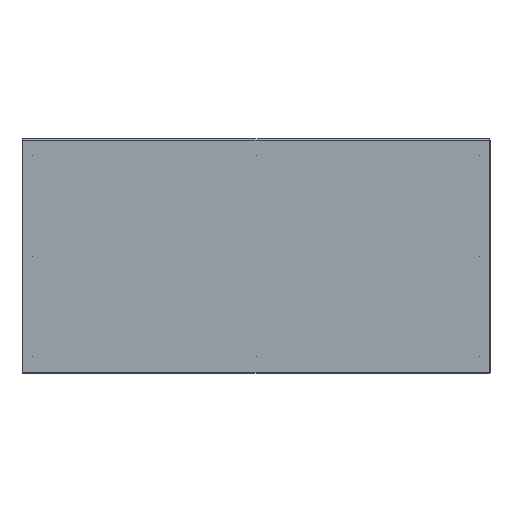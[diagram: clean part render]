
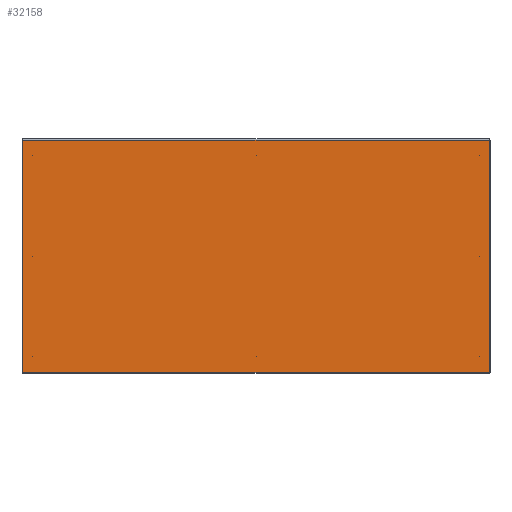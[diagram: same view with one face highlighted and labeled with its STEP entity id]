
A CAD part, front view. The second image highlights one B-rep face of the part: STEP entity #32158.
In plain terms, the highlighted planar face has unit normal (0, -1, 0).
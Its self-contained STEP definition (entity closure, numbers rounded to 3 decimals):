
#2762=PLANE('',#35298);
#4521=FACE_OUTER_BOUND('',#6883,.T.);
#6883=EDGE_LOOP('',(#27142,#27143,#27144,#27145));
#9187=LINE('',#55266,#11269);
#9188=LINE('',#55279,#11270);
#9189=LINE('',#55281,#11271);
#9190=LINE('',#55282,#11272);
#11269=VECTOR('',#43296,595.);
#11270=VECTOR('',#43303,1196.859);
#11271=VECTOR('',#43304,595.);
#11272=VECTOR('',#43305,1196.859);
#15212=VERTEX_POINT('',#55263);
#15213=VERTEX_POINT('',#55265);
#15216=VERTEX_POINT('',#55278);
#15217=VERTEX_POINT('',#55280);
#19281=EDGE_CURVE('',#15213,#15212,#9187,.T.);
#19285=EDGE_CURVE('',#15212,#15216,#9188,.T.);
#19286=EDGE_CURVE('',#15216,#15217,#9189,.T.);
#19287=EDGE_CURVE('',#15217,#15213,#9190,.T.);
#27142=ORIENTED_EDGE('',*,*,#19285,.T.);
#27143=ORIENTED_EDGE('',*,*,#19286,.T.);
#27144=ORIENTED_EDGE('',*,*,#19287,.T.);
#27145=ORIENTED_EDGE('',*,*,#19281,.T.);
#32158=ADVANCED_FACE('',(#4521),#2762,.F.);
#35298=AXIS2_PLACEMENT_3D('',#55277,#43301,#43302);
#43296=DIRECTION('',(0.,0.,-1.));
#43301=DIRECTION('center_axis',(0.,1.,0.));
#43302=DIRECTION('ref_axis',(0.,0.,1.));
#43303=DIRECTION('',(1.,0.,0.));
#43304=DIRECTION('',(0.,0.,1.));
#43305=DIRECTION('',(-1.,0.,0.));
#55263=CARTESIAN_POINT('',(-598.429,0.,-297.5));
#55265=CARTESIAN_POINT('',(-598.429,0.,297.5));
#55266=CARTESIAN_POINT('',(-598.429,0.,-148.75));
#55277=CARTESIAN_POINT('Origin',(0.,0.,0.));
#55278=CARTESIAN_POINT('',(598.429,0.,-297.5));
#55279=CARTESIAN_POINT('',(597.145,0.,-297.5));
#55280=CARTESIAN_POINT('',(598.429,0.,297.5));
#55281=CARTESIAN_POINT('',(598.429,0.,148.75));
#55282=CARTESIAN_POINT('',(298.75,0.,297.5));
